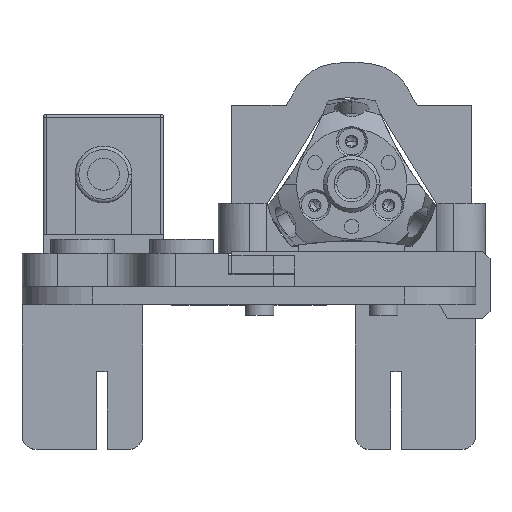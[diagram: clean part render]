
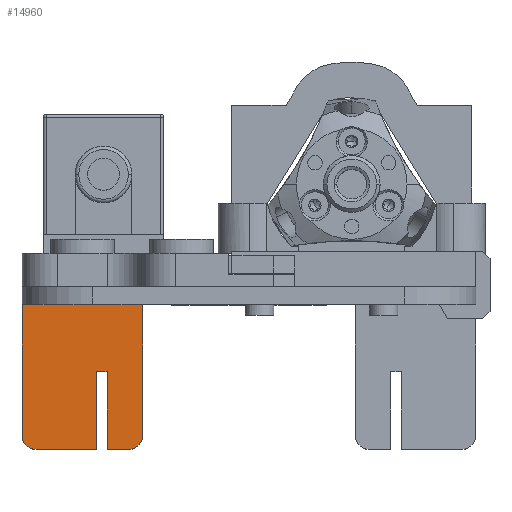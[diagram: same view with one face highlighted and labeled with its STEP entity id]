
A CAD part, top view. The second image highlights one B-rep face of the part: STEP entity #14960.
In plain terms, the highlighted planar face has unit normal (0, 0, 1).
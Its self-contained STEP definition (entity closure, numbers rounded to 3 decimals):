
#323 = CARTESIAN_POINT ( 'NONE',  ( -17.819, -7.104, 6.989 ) ) ;
#726 = CARTESIAN_POINT ( 'NONE',  ( -22.319, -9.104, 6.989 ) ) ;
#1453 = EDGE_CURVE ( 'NONE', #8344, #21176, #32739, .T. ) ;
#1829 = CARTESIAN_POINT ( 'NONE',  ( -15.819, -7.104, 6.989 ) ) ;
#2889 = EDGE_CURVE ( 'NONE', #19863, #21176, #3607, .T. ) ;
#3016 = CARTESIAN_POINT ( 'NONE',  ( -22.319, 1.896, 6.989 ) ) ;
#3607 = CIRCLE ( 'NONE', #40366, 2. ) ;
#3727 = VECTOR ( 'NONE', #34917, 1000. ) ;
#4308 = VECTOR ( 'NONE', #5308, 1000. ) ;
#4367 = VERTEX_POINT ( 'NONE', #13351 ) ;
#5016 = ORIENTED_EDGE ( 'NONE', *, *, #18134, .F. ) ;
#5308 = DIRECTION ( 'NONE',  ( 0., -1., 0. ) ) ;
#5538 = PLANE ( 'NONE',  #31455 ) ;
#6472 = CARTESIAN_POINT ( 'NONE',  ( -32.819, 11.296, 6.989 ) ) ;
#6529 = VECTOR ( 'NONE', #10192, 1000. ) ;
#7110 = DIRECTION ( 'NONE',  ( 0., 0., 1. ) ) ;
#7671 = LINE ( 'NONE', #14629, #28089 ) ;
#8027 = EDGE_CURVE ( 'NONE', #19986, #4367, #23196, .T. ) ;
#8344 = VERTEX_POINT ( 'NONE', #726 ) ;
#8461 = DIRECTION ( 'NONE',  ( 0., 0., 1. ) ) ;
#10192 = DIRECTION ( 'NONE',  ( -1., 0., 0. ) ) ;
#10363 = CARTESIAN_POINT ( 'NONE',  ( -30.819, -9.104, 6.989 ) ) ;
#11370 = EDGE_CURVE ( 'NONE', #17421, #20777, #15254, .T. ) ;
#11392 = LINE ( 'NONE', #30130, #40000 ) ;
#12902 = LINE ( 'NONE', #25445, #3727 ) ;
#13351 = CARTESIAN_POINT ( 'NONE',  ( -20.819, 1.896, 6.989 ) ) ;
#13928 = EDGE_CURVE ( 'NONE', #22960, #21031, #7671, .T. ) ;
#14081 = DIRECTION ( 'NONE',  ( 0., 1., 0. ) ) ;
#14629 = CARTESIAN_POINT ( 'NONE',  ( -15.819, 11.296, 6.989 ) ) ;
#14702 = ORIENTED_EDGE ( 'NONE', *, *, #39990, .F. ) ;
#14960 = ADVANCED_FACE ( 'NONE', ( #36768 ), #5538, .F. ) ;
#15254 = CIRCLE ( 'NONE', #21811, 2. ) ;
#15292 = EDGE_CURVE ( 'NONE', #4367, #35937, #15327, .T. ) ;
#15327 = LINE ( 'NONE', #21684, #22939 ) ;
#16547 = DIRECTION ( 'NONE',  ( 1., 0., 0. ) ) ;
#16581 = ORIENTED_EDGE ( 'NONE', *, *, #2889, .T. ) ;
#16698 = ORIENTED_EDGE ( 'NONE', *, *, #15292, .F. ) ;
#17421 = VERTEX_POINT ( 'NONE', #22762 ) ;
#17689 = EDGE_LOOP ( 'NONE', ( #22017, #16581, #37460, #14702, #16698, #32337, #5016, #39754, #21477, #19966 ) ) ;
#18134 = EDGE_CURVE ( 'NONE', #17421, #19986, #38158, .T. ) ;
#18253 = EDGE_CURVE ( 'NONE', #19863, #21031, #11392, .T. ) ;
#19642 = CARTESIAN_POINT ( 'NONE',  ( -17.819, -9.104, 6.989 ) ) ;
#19863 = VERTEX_POINT ( 'NONE', #30632 ) ;
#19966 = ORIENTED_EDGE ( 'NONE', *, *, #13928, .T. ) ;
#19986 = VERTEX_POINT ( 'NONE', #32477 ) ;
#20372 = DIRECTION ( 'NONE',  ( -1., 0., 0. ) ) ;
#20777 = VERTEX_POINT ( 'NONE', #1829 ) ;
#21031 = VERTEX_POINT ( 'NONE', #6472 ) ;
#21176 = VERTEX_POINT ( 'NONE', #10363 ) ;
#21298 = CARTESIAN_POINT ( 'NONE',  ( -22.319, 1.896, 6.989 ) ) ;
#21477 = ORIENTED_EDGE ( 'NONE', *, *, #35565, .T. ) ;
#21684 = CARTESIAN_POINT ( 'NONE',  ( -20.819, 1.896, 6.989 ) ) ;
#21811 = AXIS2_PLACEMENT_3D ( 'NONE', #323, #7110, #16547 ) ;
#22017 = ORIENTED_EDGE ( 'NONE', *, *, #18253, .F. ) ;
#22762 = CARTESIAN_POINT ( 'NONE',  ( -17.819, -9.104, 6.989 ) ) ;
#22858 = VECTOR ( 'NONE', #35734, 1000. ) ;
#22939 = VECTOR ( 'NONE', #27867, 1000. ) ;
#22960 = VERTEX_POINT ( 'NONE', #34726 ) ;
#23196 = LINE ( 'NONE', #29797, #22858 ) ;
#25445 = CARTESIAN_POINT ( 'NONE',  ( -15.819, -7.104, 6.989 ) ) ;
#26361 = CARTESIAN_POINT ( 'NONE',  ( -22.319, -9.104, 6.989 ) ) ;
#27867 = DIRECTION ( 'NONE',  ( -1., 0., 0. ) ) ;
#28089 = VECTOR ( 'NONE', #29690, 1000. ) ;
#29690 = DIRECTION ( 'NONE',  ( -1., 0., 0. ) ) ;
#29797 = CARTESIAN_POINT ( 'NONE',  ( -20.819, -9.104, 6.989 ) ) ;
#30130 = CARTESIAN_POINT ( 'NONE',  ( -32.819, -7.104, 6.989 ) ) ;
#30632 = CARTESIAN_POINT ( 'NONE',  ( -32.819, -7.104, 6.989 ) ) ;
#31455 = AXIS2_PLACEMENT_3D ( 'NONE', #37374, #37578, #34489 ) ;
#32337 = ORIENTED_EDGE ( 'NONE', *, *, #8027, .F. ) ;
#32477 = CARTESIAN_POINT ( 'NONE',  ( -20.819, -9.104, 6.989 ) ) ;
#32739 = LINE ( 'NONE', #26361, #39929 ) ;
#33546 = DIRECTION ( 'NONE',  ( -1., 0., 0. ) ) ;
#34489 = DIRECTION ( 'NONE',  ( 0., -1., 0. ) ) ;
#34726 = CARTESIAN_POINT ( 'NONE',  ( -15.819, 11.296, 6.989 ) ) ;
#34917 = DIRECTION ( 'NONE',  ( 0., 1., 0. ) ) ;
#35565 = EDGE_CURVE ( 'NONE', #20777, #22960, #12902, .T. ) ;
#35734 = DIRECTION ( 'NONE',  ( 0., 1., 0. ) ) ;
#35937 = VERTEX_POINT ( 'NONE', #3016 ) ;
#36613 = CARTESIAN_POINT ( 'NONE',  ( -30.819, -7.104, 6.989 ) ) ;
#36768 = FACE_OUTER_BOUND ( 'NONE', #17689, .T. ) ;
#37145 = LINE ( 'NONE', #21298, #4308 ) ;
#37374 = CARTESIAN_POINT ( 'NONE',  ( -32.819, -9.104, 6.989 ) ) ;
#37460 = ORIENTED_EDGE ( 'NONE', *, *, #1453, .F. ) ;
#37578 = DIRECTION ( 'NONE',  ( 0., 0., -1. ) ) ;
#38158 = LINE ( 'NONE', #19642, #6529 ) ;
#39754 = ORIENTED_EDGE ( 'NONE', *, *, #11370, .T. ) ;
#39929 = VECTOR ( 'NONE', #20372, 1000. ) ;
#39990 = EDGE_CURVE ( 'NONE', #35937, #8344, #37145, .T. ) ;
#40000 = VECTOR ( 'NONE', #14081, 1000. ) ;
#40366 = AXIS2_PLACEMENT_3D ( 'NONE', #36613, #8461, #33546 ) ;
